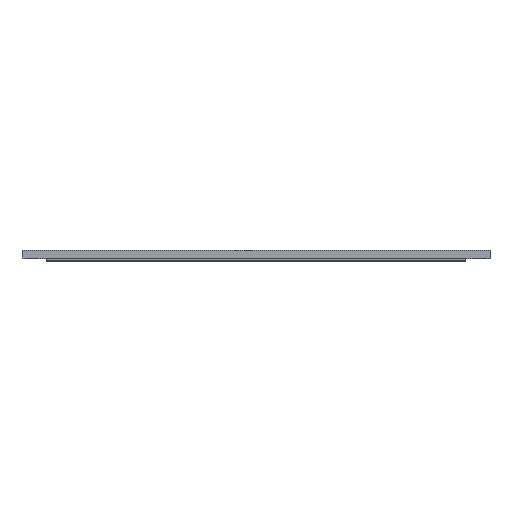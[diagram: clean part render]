
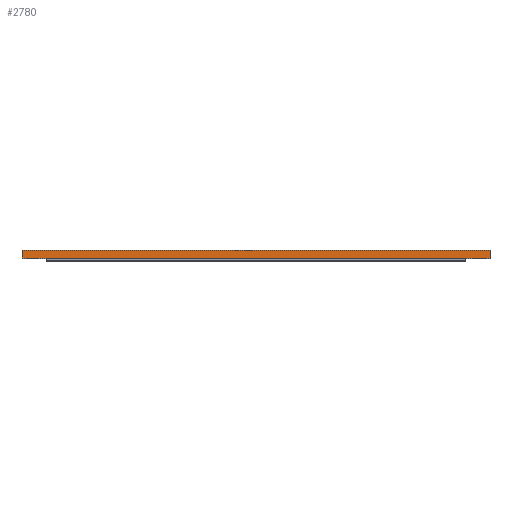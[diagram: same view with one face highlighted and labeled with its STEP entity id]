
A CAD part, top view. The second image highlights one B-rep face of the part: STEP entity #2780.
In plain terms, the highlighted planar face has unit normal (0, 0, 1).
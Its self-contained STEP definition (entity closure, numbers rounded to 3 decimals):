
#252=FACE_OUTER_BOUND('',#451,.T.);
#451=EDGE_LOOP('',(#2496,#2497,#2498,#2499));
#598=LINE('',#3954,#945);
#774=LINE('',#4339,#1121);
#791=LINE('',#4376,#1138);
#798=LINE('',#4389,#1145);
#945=VECTOR('',#3186,10.);
#1121=VECTOR('',#3572,10.);
#1138=VECTOR('',#3595,10.);
#1145=VECTOR('',#3614,10.);
#1284=VERTEX_POINT('',#3952);
#1285=VERTEX_POINT('',#3953);
#1388=VERTEX_POINT('',#4337);
#1389=VERTEX_POINT('',#4338);
#1556=EDGE_CURVE('',#1284,#1285,#598,.T.);
#1748=EDGE_CURVE('',#1388,#1389,#774,.T.);
#1767=EDGE_CURVE('',#1389,#1284,#791,.T.);
#1774=EDGE_CURVE('',#1388,#1285,#798,.T.);
#2496=ORIENTED_EDGE('',*,*,#1748,.F.);
#2497=ORIENTED_EDGE('',*,*,#1774,.T.);
#2498=ORIENTED_EDGE('',*,*,#1556,.F.);
#2499=ORIENTED_EDGE('',*,*,#1767,.F.);
#2649=PLANE('',#2959);
#2780=ADVANCED_FACE('',(#252),#2649,.T.);
#2959=AXIS2_PLACEMENT_3D('',#4390,#3615,#3616);
#3186=DIRECTION('',(1.,0.,0.));
#3572=DIRECTION('',(-1.,0.,0.));
#3595=DIRECTION('',(0.,1.,0.));
#3614=DIRECTION('',(0.,1.,0.));
#3615=DIRECTION('center_axis',(0.,0.,1.));
#3616=DIRECTION('ref_axis',(1.,0.,0.));
#3952=CARTESIAN_POINT('',(-86.3,176.05,126.));
#3953=CARTESIAN_POINT('',(86.25,176.05,126.));
#3954=CARTESIAN_POINT('',(43.112,176.05,126.));
#4337=CARTESIAN_POINT('',(86.25,173.25,126.));
#4338=CARTESIAN_POINT('',(-86.3,173.25,126.));
#4339=CARTESIAN_POINT('',(43.112,173.25,126.));
#4376=CARTESIAN_POINT('',(-86.3,173.25,126.));
#4389=CARTESIAN_POINT('',(86.25,173.25,126.));
#4390=CARTESIAN_POINT('Origin',(-86.3,173.25,126.));
